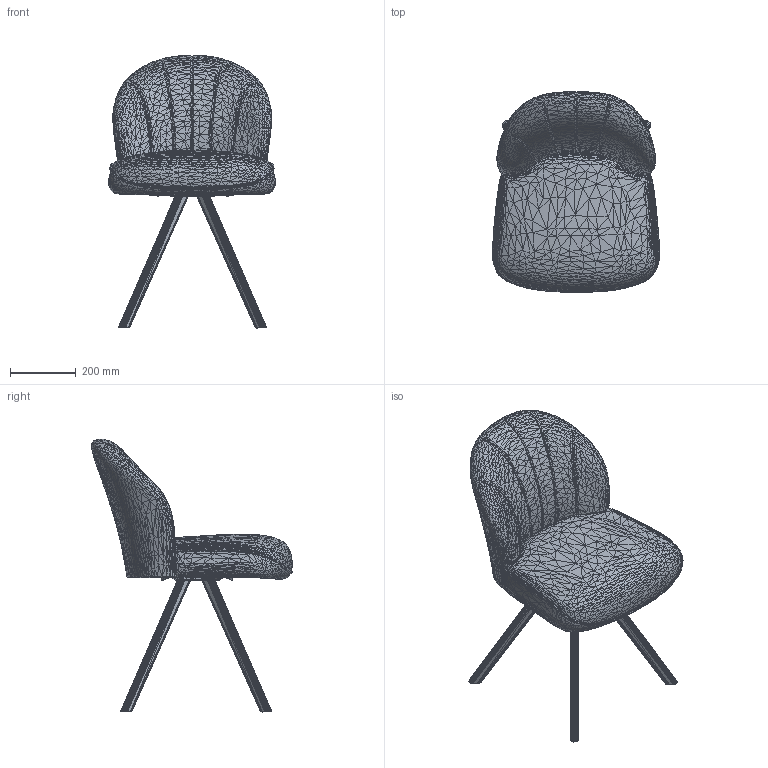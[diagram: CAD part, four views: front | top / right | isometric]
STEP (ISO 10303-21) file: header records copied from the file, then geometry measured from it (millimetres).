
FILE_DESCRIPTION(('STEP AP214'),'1');
FILE_NAME('Brezo 1 S_starr_oval.stp','2025-11-28T12:06:25',(' '),(' '),'Spatial InterOp 3D',' ',' ');
FILE_SCHEMA(('AUTOMOTIVE_DESIGN { 1 0 10303 214 1 1 1 1 }'));
Length unit declared in the file: millimetre
Products named in the file (2): Brezo 1 S_starr_oval; ASSEM1
Assembly tree (1 placements, depth 2):
  Brezo 1 S_starr_oval
    ASSEM1
Bounding box: 509.53 x 611.57 x 834.22 mm (x, y, z)
Volume: 40679325.6 mm3; surface area: 1217147.6 mm2
Topology: 1 solids, 1 shells, 8679 faces, 14218 edges, 5529 vertices
Faces by surface type: plane 8679
Entity records: 180066 total; most frequent: DIRECTION 31580, ORIENTED_EDGE 28436, CARTESIAN_POINT 28428, EDGE_CURVE 14218, LINE 14218, VECTOR 14218, AXIS2_PLACEMENT_3D 8681, ADVANCED_FACE 8679
